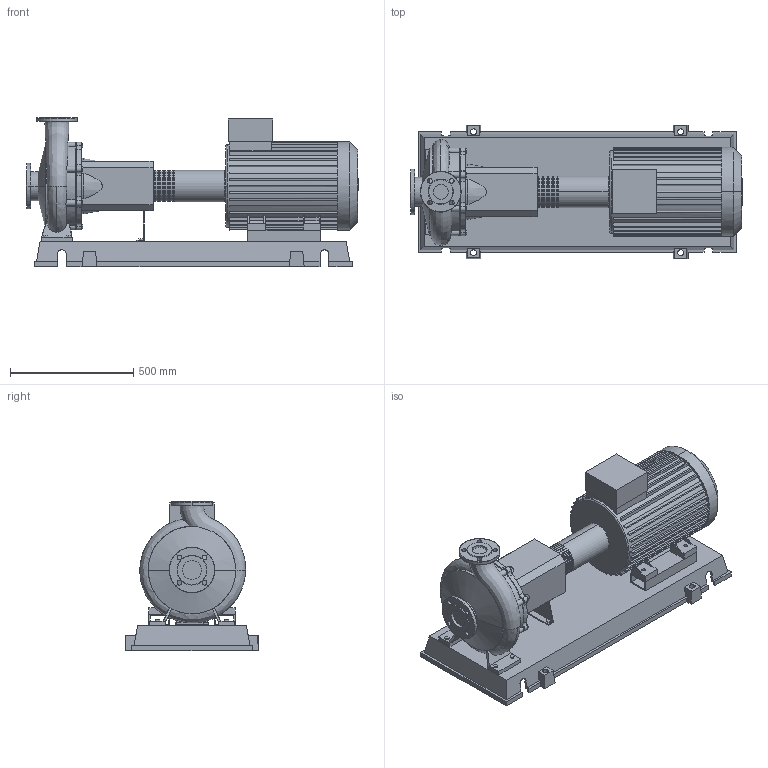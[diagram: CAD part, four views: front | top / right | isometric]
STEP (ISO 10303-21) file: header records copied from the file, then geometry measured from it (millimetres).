
FILE_DESCRIPTION((''),'2;1');
FILE_NAME('3d_NL50_315-22-2-12-4109123.stp','2015-03-03T07:12:53',(''),(''),'Mechanical Desktop 2009','Mechanical Desktop 2009',', , ');
FILE_SCHEMA(('CONFIG_CONTROL_DESIGN'));
Length unit declared in the file: millimetre
Products named in the file (1): Product
Bounding box: 1346 x 540 x 608 mm (x, y, z)
Volume: 98914689.5 mm3; surface area: 4744951.3 mm2
Topology: 13 solids, 13 shells, 870 faces, 2284 edges, 1504 vertices
Faces by surface type: plane 442, cylinder 206, bspline 206, cone 10, torus 6
Entity records: 31487 total; most frequent: CARTESIAN_POINT 10076, ORIENTED_EDGE 4570, DIRECTION 4195, EDGE_CURVE 2285, VERTEX_POINT 1503, VECTOR 1463, LINE 1463, AXIS2_PLACEMENT_3D 1366
